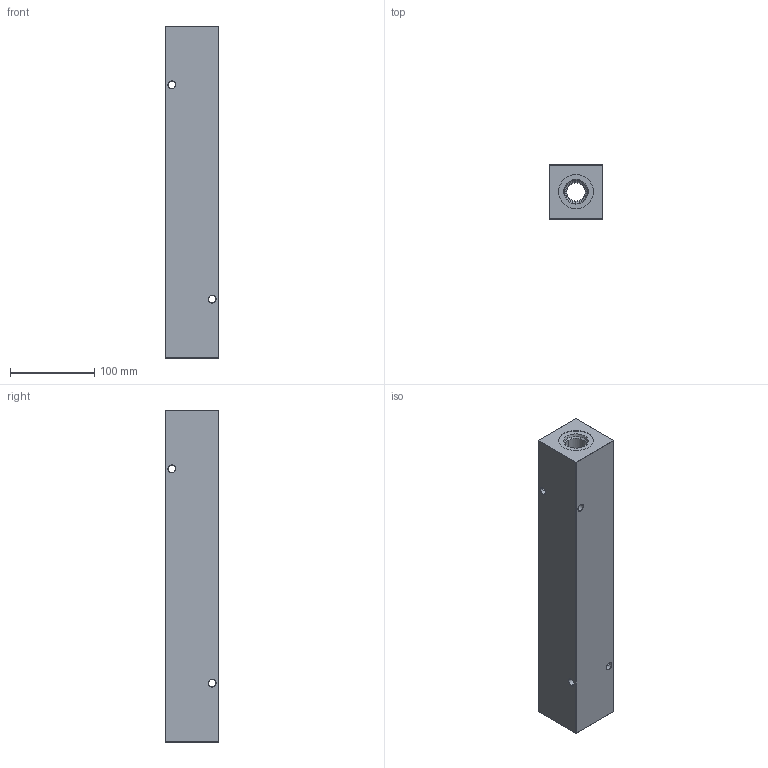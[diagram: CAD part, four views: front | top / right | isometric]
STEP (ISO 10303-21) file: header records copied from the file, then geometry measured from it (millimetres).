
FILE_DESCRIPTION (( 'STEP AP203' ), '1' );
FILE_NAME ('HM-6-0-S-12-10.STEP', '2020-10-23T20:10:36', ( '' ), ( '' ), 'SwSTEP 2.0', 'SolidWorks 2019', '' );
FILE_SCHEMA (( 'CONFIG_CONTROL_DESIGN' ));
Length unit declared in the file: inch
Products named in the file (1): HM-6-0-S-12-10
Bounding box: 63.5 x 63.5 x 393.7 mm (x, y, z)
Volume: 1365628.2 mm3; surface area: 145511.7 mm2
Topology: 1 solids, 1 shells, 559 faces, 1448 edges, 934 vertices
Faces by surface type: plane 241, bspline 192, cone 64, cylinder 62
Entity records: 26923 total; most frequent: CARTESIAN_POINT 14522, ORIENTED_EDGE 2896, DIRECTION 1878, EDGE_CURVE 1448, VERTEX_POINT 934, LINE 834, VECTOR 834, EDGE_LOOP 628
